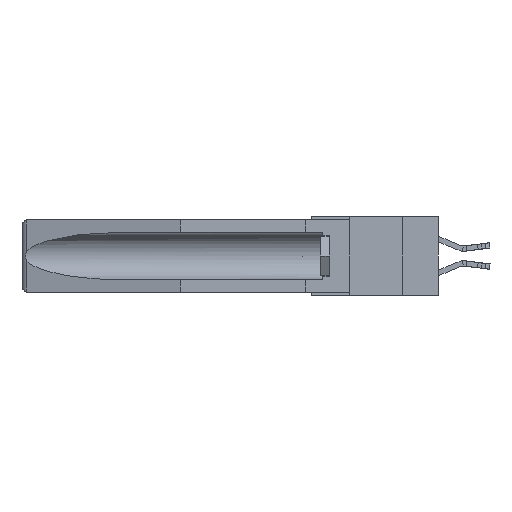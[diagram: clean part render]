
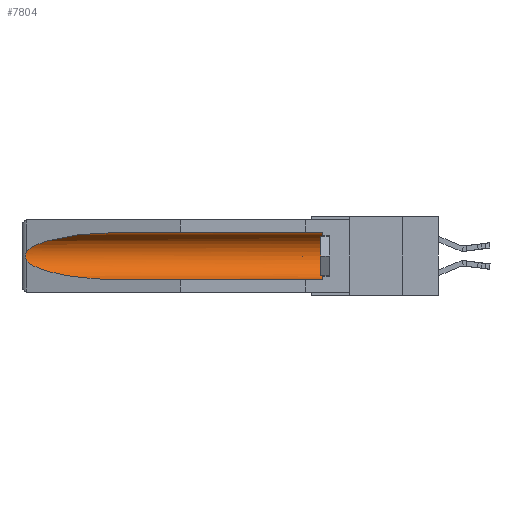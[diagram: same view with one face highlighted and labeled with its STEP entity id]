
A CAD part, left-side view. The second image highlights one B-rep face of the part: STEP entity #7804.
In plain terms, the highlighted cylindrical face has radius 2.857 mm (diameter 5.715 mm), a partial arc.
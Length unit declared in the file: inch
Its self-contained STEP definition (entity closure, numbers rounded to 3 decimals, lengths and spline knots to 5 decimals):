
#107 = CARTESIAN_POINT ( 'NONE',  ( 0.26537, 1.52718, -0.19328 ) ) ;
#316 = CARTESIAN_POINT ( 'NONE',  ( 0.26654, 1.53092, -0.15636 ) ) ;
#320 = ORIENTED_EDGE ( 'NONE', *, *, #9757, .F. ) ;
#668 = CARTESIAN_POINT ( 'NONE',  ( 0.26597, 1.5296, -0.19026 ) ) ;
#1258 = EDGE_CURVE ( 'NONE', #9136, #19687, #30853, .T. ) ;
#2434 = CARTESIAN_POINT ( 'NONE',  ( 0.155, 0.126, -0.284 ) ) ;
#2662 = ORIENTED_EDGE ( 'NONE', *, *, #3943, .T. ) ;
#3040 = CARTESIAN_POINT ( 'NONE',  ( 0.26655, 1.53094, -0.18657 ) ) ;
#3194 = VERTEX_POINT ( 'NONE', #107 ) ;
#3483 = CARTESIAN_POINT ( 'NONE',  ( 0.25451, 1.48313, -0.09465 ) ) ;
#3943 = EDGE_CURVE ( 'NONE', #19687, #14099, #11528, .T. ) ;
#4898 = DIRECTION ( 'NONE',  ( 0., 1., 0. ) ) ;
#5647 = VERTEX_POINT ( 'NONE', #11005 ) ;
#5746 = EDGE_CURVE ( 'NONE', #3194, #5647, #16791, .T. ) ;
#6052 = CARTESIAN_POINT ( 'NONE',  ( 0.26537, 1.52718, -0.14972 ) ) ;
#7420 = CARTESIAN_POINT ( 'NONE',  ( 0.26537, 1.52718, -0.14972 ) ) ;
#7804 = ADVANCED_FACE ( 'NONE', ( #25213 ), #31640, .F. ) ;
#9136 = VERTEX_POINT ( 'NONE', #2434 ) ;
#9511 = ORIENTED_EDGE ( 'NONE', *, *, #1258, .T. ) ;
#9757 = EDGE_CURVE ( 'NONE', #9136, #5647, #32058, .T. ) ;
#10273 = DIRECTION ( 'NONE',  ( 0., 1., 0. ) ) ;
#11005 = CARTESIAN_POINT ( 'NONE',  ( 0.155, 1.07973, -0.284 ) ) ;
#11237 = DIRECTION ( 'NONE',  ( 0., 0., 1. ) ) ;
#11528 = LINE ( 'NONE', #24091, #30433 ) ;
#11550 = CARTESIAN_POINT ( 'NONE',  ( 0.26597, 1.52961, -0.15275 ) ) ;
#11639 = CARTESIAN_POINT ( 'NONE',  ( 0.155, 1.07973, -0.059 ) ) ;
#11898 = VECTOR ( 'NONE', #21786, 39.37008 ) ;
#11969 = B_SPLINE_CURVE_WITH_KNOTS ( 'NONE', 3,
 ( #6052, #11550, #316, #30904, #33139, #33629, #19466, #3040, #668, #25000 ),
 .UNSPECIFIED., .F., .F.,
 ( 4, 2, 2, 2, 4 ),
 ( 0., 0.00029, 0.00058, 0.00087, 0.00117 ),
 .UNSPECIFIED. ) ;
#14099 = VERTEX_POINT ( 'NONE', #16427 ) ;
#15820 = ORIENTED_EDGE ( 'NONE', *, *, #18469, .T. ) ;
#16193 = DIRECTION ( 'NONE',  ( 0., 0., 1. ) ) ;
#16427 = CARTESIAN_POINT ( 'NONE',  ( 0.155, 1.07973, -0.059 ) ) ;
#16751 = CARTESIAN_POINT ( 'NONE',  ( 0.26537, 1.52718, -0.19328 ) ) ;
#16791 =( BOUNDED_CURVE ( )  B_SPLINE_CURVE ( 3, ( #16751, #24938, #27682, #27928 ),
 .UNSPECIFIED., .F., .F. ) 
 B_SPLINE_CURVE_WITH_KNOTS ( ( 4, 4 ),
 ( 0.1948, 1.5708 ),
 .UNSPECIFIED. ) 
 CURVE ( )  GEOMETRIC_REPRESENTATION_ITEM ( )  RATIONAL_B_SPLINE_CURVE ( ( 1., 0.848, 0.848, 1. ) ) 
 REPRESENTATION_ITEM ( '' )  );
#18469 = EDGE_CURVE ( 'NONE', #30749, #3194, #11969, .T. ) ;
#18559 = EDGE_LOOP ( 'NONE', ( #30340, #15820, #30142, #320, #9511, #2662 ) ) ;
#18833 = CARTESIAN_POINT ( 'NONE',  ( 0.155, 0.126, -0.1715 ) ) ;
#19466 = CARTESIAN_POINT ( 'NONE',  ( 0.2673, 1.53269, -0.17917 ) ) ;
#19687 = VERTEX_POINT ( 'NONE', #27198 ) ;
#19921 = CARTESIAN_POINT ( 'NONE',  ( 0.26537, 1.52718, -0.14972 ) ) ;
#20039 = EDGE_CURVE ( 'NONE', #14099, #30749, #28461, .T. ) ;
#20153 = CARTESIAN_POINT ( 'NONE',  ( 0.21114, 1.30732, -0.059 ) ) ;
#21679 = CARTESIAN_POINT ( 'NONE',  ( 0.155, -0.30754, -0.1715 ) ) ;
#21786 = DIRECTION ( 'NONE',  ( 0., 1., 0. ) ) ;
#23562 = AXIS2_PLACEMENT_3D ( 'NONE', #21679, #10273, #11237 ) ;
#24091 = CARTESIAN_POINT ( 'NONE',  ( 0.155, -0.30754, -0.059 ) ) ;
#24807 = CARTESIAN_POINT ( 'NONE',  ( 0.155, -0.30754, -0.284 ) ) ;
#24938 = CARTESIAN_POINT ( 'NONE',  ( 0.25451, 1.48313, -0.24835 ) ) ;
#25000 = CARTESIAN_POINT ( 'NONE',  ( 0.26537, 1.52718, -0.19328 ) ) ;
#25213 = FACE_OUTER_BOUND ( 'NONE', #18559, .T. ) ;
#27198 = CARTESIAN_POINT ( 'NONE',  ( 0.155, 0.126, -0.059 ) ) ;
#27682 = CARTESIAN_POINT ( 'NONE',  ( 0.21114, 1.30732, -0.284 ) ) ;
#27928 = CARTESIAN_POINT ( 'NONE',  ( 0.155, 1.07973, -0.284 ) ) ;
#28461 =( BOUNDED_CURVE ( )  B_SPLINE_CURVE ( 3, ( #11639, #20153, #3483, #19921 ),
 .UNSPECIFIED., .F., .F. ) 
 B_SPLINE_CURVE_WITH_KNOTS ( ( 4, 4 ),
 ( 4.71239, 6.08839 ),
 .UNSPECIFIED. ) 
 CURVE ( )  GEOMETRIC_REPRESENTATION_ITEM ( )  RATIONAL_B_SPLINE_CURVE ( ( 1., 0.848, 0.848, 1. ) ) 
 REPRESENTATION_ITEM ( '' )  );
#30142 = ORIENTED_EDGE ( 'NONE', *, *, #5746, .T. ) ;
#30340 = ORIENTED_EDGE ( 'NONE', *, *, #20039, .T. ) ;
#30393 = AXIS2_PLACEMENT_3D ( 'NONE', #18833, #32751, #16193 ) ;
#30433 = VECTOR ( 'NONE', #4898, 39.37008 ) ;
#30749 = VERTEX_POINT ( 'NONE', #7420 ) ;
#30853 = CIRCLE ( 'NONE', #30393, 0.1125 ) ;
#30904 = CARTESIAN_POINT ( 'NONE',  ( 0.2673, 1.5327, -0.16383 ) ) ;
#31640 = CYLINDRICAL_SURFACE ( 'NONE', #23562, 0.1125 ) ;
#32058 = LINE ( 'NONE', #24807, #11898 ) ;
#32751 = DIRECTION ( 'NONE',  ( 0., -1., 0. ) ) ;
#33139 = CARTESIAN_POINT ( 'NONE',  ( 0.2675, 1.53308, -0.16763 ) ) ;
#33629 = CARTESIAN_POINT ( 'NONE',  ( 0.2675, 1.53308, -0.17534 ) ) ;
